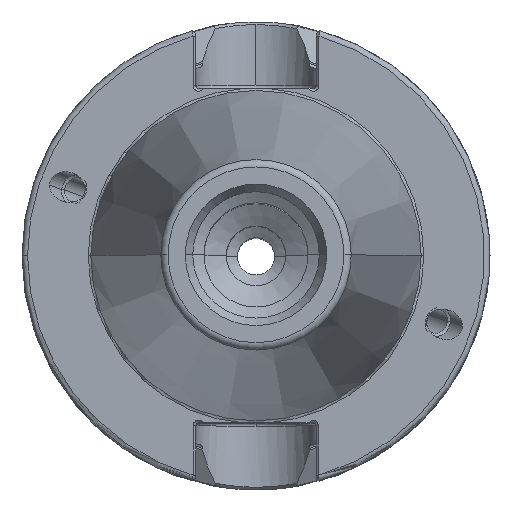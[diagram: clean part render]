
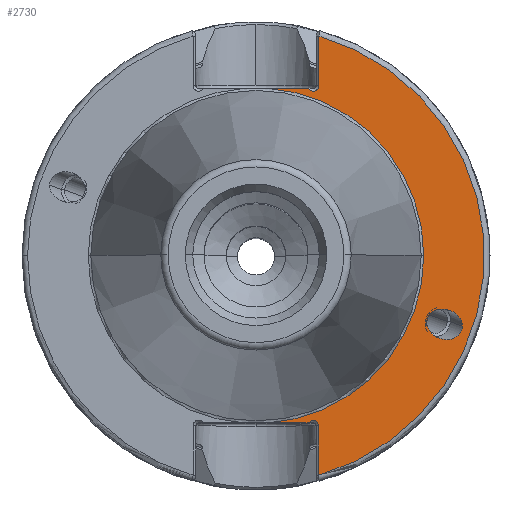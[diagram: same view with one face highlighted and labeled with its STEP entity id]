
A CAD part, top view. The second image highlights one B-rep face of the part: STEP entity #2730.
In plain terms, the highlighted planar face has unit normal (0, 0, 1).
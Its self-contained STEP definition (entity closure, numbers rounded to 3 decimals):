
#52 = LINE ( 'NONE', #2947, #4436 ) ;
#71 = CARTESIAN_POINT ( 'NONE',  ( 0., 0., -2. ) ) ;
#223 = VECTOR ( 'NONE', #5656, 1000. ) ;
#228 = ORIENTED_EDGE ( 'NONE', *, *, #2806, .F. ) ;
#276 = AXIS2_PLACEMENT_3D ( 'NONE', #6231, #1917, #6692 ) ;
#282 = DIRECTION ( 'NONE',  ( -1., 0., 0. ) ) ;
#317 = EDGE_CURVE ( 'NONE', #5750, #2985, #6809, .T. ) ;
#323 = VERTEX_POINT ( 'NONE', #7350 ) ;
#342 = VERTEX_POINT ( 'NONE', #4397 ) ;
#416 = DIRECTION ( 'NONE',  ( 0., 0., -1. ) ) ;
#448 = DIRECTION ( 'NONE',  ( -1., 0., 0. ) ) ;
#489 = EDGE_LOOP ( 'NONE', ( #4770, #643 ) ) ;
#609 = EDGE_CURVE ( 'NONE', #5750, #342, #6348, .T. ) ;
#616 = DIRECTION ( 'NONE',  ( 0., 0., -1. ) ) ;
#629 = FACE_OUTER_BOUND ( 'NONE', #6636, .T. ) ;
#643 = ORIENTED_EDGE ( 'NONE', *, *, #2287, .T. ) ;
#658 = EDGE_CURVE ( 'NONE', #911, #5527, #7554, .T. ) ;
#911 = VERTEX_POINT ( 'NONE', #2449 ) ;
#1012 = VECTOR ( 'NONE', #2657, 1000. ) ;
#1204 = CARTESIAN_POINT ( 'NONE',  ( 1.684, -22.5, -2. ) ) ;
#1242 = CIRCLE ( 'NONE', #6671, 22.563 ) ;
#1250 = ORIENTED_EDGE ( 'NONE', *, *, #1257, .T. ) ;
#1257 = EDGE_CURVE ( 'NONE', #5352, #911, #3285, .T. ) ;
#1663 = ORIENTED_EDGE ( 'NONE', *, *, #609, .F. ) ;
#1708 = DIRECTION ( 'NONE',  ( -1., 0., 0. ) ) ;
#1713 = AXIS2_PLACEMENT_3D ( 'NONE', #2739, #416, #4684 ) ;
#1833 = ORIENTED_EDGE ( 'NONE', *, *, #6898, .T. ) ;
#1844 = ORIENTED_EDGE ( 'NONE', *, *, #317, .T. ) ;
#1917 = DIRECTION ( 'NONE',  ( 0., 0., -1. ) ) ;
#1942 = DIRECTION ( 'NONE',  ( 0., 0., 1. ) ) ;
#2004 = DIRECTION ( 'NONE',  ( -1., 0., 0. ) ) ;
#2250 = CARTESIAN_POINT ( 'NONE',  ( 27.766, -5.419, -2. ) ) ;
#2287 = EDGE_CURVE ( 'NONE', #6299, #2957, #4576, .T. ) ;
#2370 = DIRECTION ( 'NONE',  ( -1., 0., 0. ) ) ;
#2449 = CARTESIAN_POINT ( 'NONE',  ( 8.417, -29.55, -2. ) ) ;
#2534 = CARTESIAN_POINT ( 'NONE',  ( 22.978, -13.051, -2. ) ) ;
#2571 = CARTESIAN_POINT ( 'NONE',  ( 22.978, -8.971, -2. ) ) ;
#2657 = DIRECTION ( 'NONE',  ( 0., -1., 0. ) ) ;
#2730 = ADVANCED_FACE ( 'NONE', ( #6772, #629 ), #5585, .F. ) ;
#2739 = CARTESIAN_POINT ( 'NONE',  ( 0., 31.475, -2. ) ) ;
#2806 = EDGE_CURVE ( 'NONE', #323, #2925, #52, .T. ) ;
#2925 = VERTEX_POINT ( 'NONE', #1204 ) ;
#2947 = CARTESIAN_POINT ( 'NONE',  ( 0., -22.5, -2. ) ) ;
#2957 = VERTEX_POINT ( 'NONE', #5259 ) ;
#2985 = VERTEX_POINT ( 'NONE', #3444 ) ;
#3113 = DIRECTION ( 'NONE',  ( 0., 0., -1. ) ) ;
#3280 = CARTESIAN_POINT ( 'NONE',  ( 1.684, 22.5, -2. ) ) ;
#3285 = LINE ( 'NONE', #5004, #1012 ) ;
#3306 = LINE ( 'NONE', #4763, #223 ) ;
#3315 = AXIS2_PLACEMENT_3D ( 'NONE', #7413, #5159, #282 ) ;
#3444 = CARTESIAN_POINT ( 'NONE',  ( 22.563, 0., -2. ) ) ;
#3587 = EDGE_CURVE ( 'NONE', #2957, #6299, #4343, .T. ) ;
#3608 = ORIENTED_EDGE ( 'NONE', *, *, #658, .T. ) ;
#3797 = CIRCLE ( 'NONE', #3315, 0.75 ) ;
#4343 =( BOUNDED_CURVE ( )  B_SPLINE_CURVE ( 3, ( #7718, #7638, #2534, #7336 ),
 .UNSPECIFIED., .F., .F. ) 
 B_SPLINE_CURVE_WITH_KNOTS ( ( 4, 4 ),
 ( 5.993, 9.135 ),
 .UNSPECIFIED. ) 
 CURVE ( )  GEOMETRIC_REPRESENTATION_ITEM ( )  RATIONAL_B_SPLINE_CURVE ( ( 1., 0.333, 0.333, 1. ) ) 
 REPRESENTATION_ITEM ( '' )  );
#4345 = CARTESIAN_POINT ( 'NONE',  ( 8.47, 22.875, -2. ) ) ;
#4397 = CARTESIAN_POINT ( 'NONE',  ( 7.07, 22.5, -2. ) ) ;
#4398 = CARTESIAN_POINT ( 'NONE',  ( 8.47, 29.534, -2. ) ) ;
#4436 = VECTOR ( 'NONE', #2370, 1000. ) ;
#4576 =( BOUNDED_CURVE ( )  B_SPLINE_CURVE ( 3, ( #2571, #6865, #2250, #6821 ),
 .UNSPECIFIED., .F., .F. ) 
 B_SPLINE_CURVE_WITH_KNOTS ( ( 4, 4 ),
 ( 2.852, 5.993 ),
 .UNSPECIFIED. ) 
 CURVE ( )  GEOMETRIC_REPRESENTATION_ITEM ( )  RATIONAL_B_SPLINE_CURVE ( ( 1., 0.333, 0.333, 1. ) ) 
 REPRESENTATION_ITEM ( '' )  );
#4684 = DIRECTION ( 'NONE',  ( -1., 0., 0. ) ) ;
#4763 = CARTESIAN_POINT ( 'NONE',  ( 8.47, 22.875, -2. ) ) ;
#4770 = ORIENTED_EDGE ( 'NONE', *, *, #3587, .T. ) ;
#4849 = CARTESIAN_POINT ( 'NONE',  ( 0., 0., -2. ) ) ;
#4867 = ORIENTED_EDGE ( 'NONE', *, *, #5125, .T. ) ;
#4949 = VECTOR ( 'NONE', #7130, 1000. ) ;
#5004 = CARTESIAN_POINT ( 'NONE',  ( 8.417, 31.475, -2. ) ) ;
#5125 = EDGE_CURVE ( 'NONE', #323, #5352, #6309, .T. ) ;
#5159 = DIRECTION ( 'NONE',  ( 0., 0., -1. ) ) ;
#5259 = CARTESIAN_POINT ( 'NONE',  ( 27.766, -9.498, -2. ) ) ;
#5272 = EDGE_CURVE ( 'NONE', #2985, #2925, #1242, .T. ) ;
#5352 = VERTEX_POINT ( 'NONE', #6760 ) ;
#5364 = CARTESIAN_POINT ( 'NONE',  ( 22.978, -8.971, -2. ) ) ;
#5512 = CARTESIAN_POINT ( 'NONE',  ( 7.72, -22.875, -2. ) ) ;
#5525 = VERTEX_POINT ( 'NONE', #4345 ) ;
#5527 = VERTEX_POINT ( 'NONE', #4398 ) ;
#5585 = PLANE ( 'NONE',  #1713 ) ;
#5600 = CARTESIAN_POINT ( 'NONE',  ( 0., 22.5, -2. ) ) ;
#5656 = DIRECTION ( 'NONE',  ( 0., -1., 0. ) ) ;
#5750 = VERTEX_POINT ( 'NONE', #3280 ) ;
#6231 = CARTESIAN_POINT ( 'NONE',  ( 0., 0., -2. ) ) ;
#6299 = VERTEX_POINT ( 'NONE', #5364 ) ;
#6309 = CIRCLE ( 'NONE', #7204, 0.697 ) ;
#6348 = LINE ( 'NONE', #5600, #4949 ) ;
#6636 = EDGE_LOOP ( 'NONE', ( #228, #4867, #1250, #3608, #1833, #7290, #1663, #1844, #7196 ) ) ;
#6671 = AXIS2_PLACEMENT_3D ( 'NONE', #71, #3113, #2004 ) ;
#6692 = DIRECTION ( 'NONE',  ( -1., 0., 0. ) ) ;
#6760 = CARTESIAN_POINT ( 'NONE',  ( 8.417, -22.875, -2. ) ) ;
#6772 = FACE_BOUND ( 'NONE', #489, .T. ) ;
#6773 = EDGE_CURVE ( 'NONE', #5525, #342, #3797, .T. ) ;
#6809 = CIRCLE ( 'NONE', #276, 22.563 ) ;
#6821 = CARTESIAN_POINT ( 'NONE',  ( 27.766, -9.498, -2. ) ) ;
#6865 = CARTESIAN_POINT ( 'NONE',  ( 22.978, -4.892, -2. ) ) ;
#6898 = EDGE_CURVE ( 'NONE', #5527, #5525, #3306, .T. ) ;
#7130 = DIRECTION ( 'NONE',  ( 1., 0., 0. ) ) ;
#7172 = AXIS2_PLACEMENT_3D ( 'NONE', #4849, #1942, #448 ) ;
#7196 = ORIENTED_EDGE ( 'NONE', *, *, #5272, .T. ) ;
#7204 = AXIS2_PLACEMENT_3D ( 'NONE', #5512, #616, #1708 ) ;
#7290 = ORIENTED_EDGE ( 'NONE', *, *, #6773, .T. ) ;
#7336 = CARTESIAN_POINT ( 'NONE',  ( 22.978, -8.971, -2. ) ) ;
#7350 = CARTESIAN_POINT ( 'NONE',  ( 7.133, -22.5, -2. ) ) ;
#7413 = CARTESIAN_POINT ( 'NONE',  ( 7.72, 22.875, -2. ) ) ;
#7554 = CIRCLE ( 'NONE', #7172, 30.725 ) ;
#7638 = CARTESIAN_POINT ( 'NONE',  ( 27.766, -13.577, -2. ) ) ;
#7718 = CARTESIAN_POINT ( 'NONE',  ( 27.766, -9.498, -2. ) ) ;
